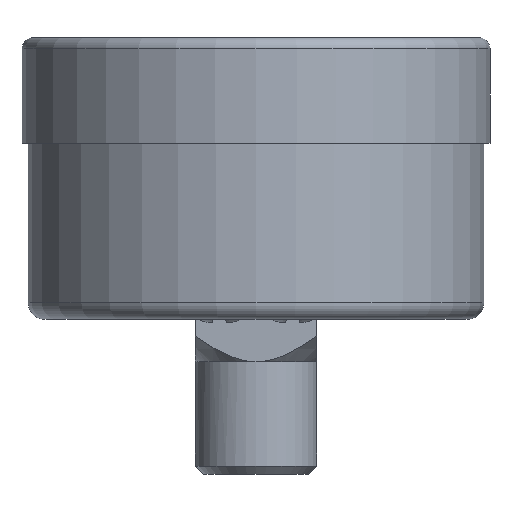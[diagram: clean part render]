
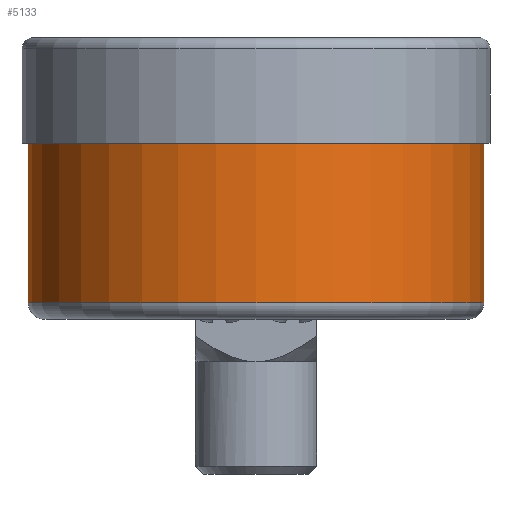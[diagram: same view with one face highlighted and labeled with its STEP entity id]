
A CAD part, front view. The second image highlights one B-rep face of the part: STEP entity #5133.
In plain terms, the highlighted cylindrical face has radius 20.536 mm (diameter 41.072 mm), a full revolution.
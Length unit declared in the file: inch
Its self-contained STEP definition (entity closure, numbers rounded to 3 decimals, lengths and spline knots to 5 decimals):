
#1711 = EDGE_LOOP ( 'NONE', ( #16494 ) ) ;
#1927 = AXIS2_PLACEMENT_3D ( 'NONE', #11299, #2868, #10010 ) ;
#2868 = DIRECTION ( 'NONE',  ( 0., 0., -1. ) ) ;
#3630 = DIRECTION ( 'NONE',  ( 1., 0., 0. ) ) ;
#3948 = VERTEX_POINT ( 'NONE', #17825 ) ;
#5133 = ADVANCED_FACE ( 'NONE', ( #12914, #9173 ), #6285, .T. ) ;
#6275 = EDGE_CURVE ( 'NONE', #3948, #3948, #9743, .T. ) ;
#6285 = CYLINDRICAL_SURFACE ( 'NONE', #14036, 0.8085 ) ;
#6330 = AXIS2_PLACEMENT_3D ( 'NONE', #7801, #8972, #3630 ) ;
#6480 = VERTEX_POINT ( 'NONE', #9468 ) ;
#7575 = DIRECTION ( 'NONE',  ( 0., 0., 1. ) ) ;
#7801 = CARTESIAN_POINT ( 'NONE',  ( 0., 0., -0.94 ) ) ;
#8568 = EDGE_CURVE ( 'NONE', #6480, #6480, #9534, .T. ) ;
#8972 = DIRECTION ( 'NONE',  ( 0., 0., 1. ) ) ;
#9173 = FACE_OUTER_BOUND ( 'NONE', #13175, .T. ) ;
#9468 = CARTESIAN_POINT ( 'NONE',  ( 0.8085, 0., -0.94 ) ) ;
#9534 = CIRCLE ( 'NONE', #6330, 0.8085 ) ;
#9743 = CIRCLE ( 'NONE', #1927, 0.8085 ) ;
#10010 = DIRECTION ( 'NONE',  ( 1., 0., 0. ) ) ;
#11299 = CARTESIAN_POINT ( 'NONE',  ( 0., 0., -0.375 ) ) ;
#11824 = DIRECTION ( 'NONE',  ( 1., 0., 0. ) ) ;
#12914 = FACE_OUTER_BOUND ( 'NONE', #1711, .T. ) ;
#13102 = CARTESIAN_POINT ( 'NONE',  ( 0., 0., -1. ) ) ;
#13175 = EDGE_LOOP ( 'NONE', ( #16243 ) ) ;
#14036 = AXIS2_PLACEMENT_3D ( 'NONE', #13102, #7575, #11824 ) ;
#16243 = ORIENTED_EDGE ( 'NONE', *, *, #6275, .T. ) ;
#16494 = ORIENTED_EDGE ( 'NONE', *, *, #8568, .T. ) ;
#17825 = CARTESIAN_POINT ( 'NONE',  ( 0.8085, 0., -0.375 ) ) ;
